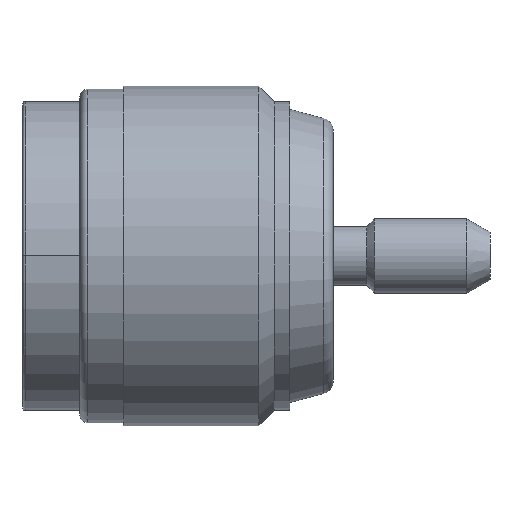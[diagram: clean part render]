
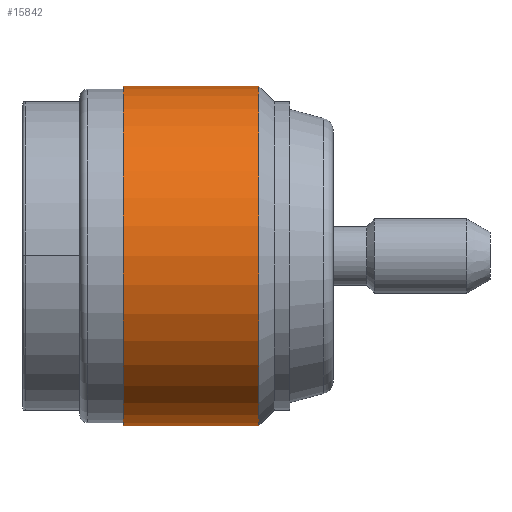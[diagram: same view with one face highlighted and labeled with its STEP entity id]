
A CAD part, top view. The second image highlights one B-rep face of the part: STEP entity #15842.
In plain terms, the highlighted cylindrical face has radius 11 mm (diameter 22 mm), a partial arc.
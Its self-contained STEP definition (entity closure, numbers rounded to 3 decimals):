
#1340=CARTESIAN_POINT('',(-6.1,-3.2,0.));
#1341=DIRECTION('',(1.,0.,0.));
#1342=DIRECTION('',(0.,1.,0.));
#1343=AXIS2_PLACEMENT_3D('',#1340,#1341,#1342);
#1345=DIRECTION('',(-1.,0.,0.));
#1346=VECTOR('',#1345,8.8);
#1347=CARTESIAN_POINT('',(2.7,7.8,0.));
#1348=LINE('',#1347,#1346);
#1349=DIRECTION('',(-1.,0.,0.));
#1350=VECTOR('',#1349,8.8);
#1351=CARTESIAN_POINT('',(2.7,-14.2,0.));
#1352=LINE('',#1351,#1350);
#1353=CARTESIAN_POINT('',(2.7,-3.2,0.));
#1354=DIRECTION('',(1.,0.,0.));
#1355=DIRECTION('',(0.,1.,0.));
#1356=AXIS2_PLACEMENT_3D('',#1353,#1354,#1355);
#11897=CARTESIAN_POINT('',(-6.1,7.8,0.));
#11898=CARTESIAN_POINT('',(-6.1,-14.2,0.));
#11899=VERTEX_POINT('',#11897);
#11900=VERTEX_POINT('',#11898);
#12057=CARTESIAN_POINT('',(2.7,7.8,0.));
#12058=CARTESIAN_POINT('',(2.7,-14.2,0.));
#12059=VERTEX_POINT('',#12057);
#12060=VERTEX_POINT('',#12058);
#15830=CARTESIAN_POINT('',(4.33,-3.2,0.));
#15831=DIRECTION('',(-1.,0.,0.));
#15832=DIRECTION('',(0.,1.,0.));
#15833=AXIS2_PLACEMENT_3D('',#15830,#15831,#15832);
#15834=CYLINDRICAL_SURFACE('',#15833,11.);
#15835=ORIENTED_EDGE('',*,*,#15820,.F.);
#15837=ORIENTED_EDGE('',*,*,#15836,.T.);
#15838=ORIENTED_EDGE('',*,*,#15823,.T.);
#15839=ORIENTED_EDGE('',*,*,#15806,.F.);
#15840=EDGE_LOOP('',(#15835,#15837,#15838,#15839));
#15841=FACE_OUTER_BOUND('',#15840,.F.);
#15842=ADVANCED_FACE('',(#15841),#15834,.T.);
#1344=CIRCLE('',#1343,11.);
#1357=CIRCLE('',#1356,11.);
#15806=EDGE_CURVE('',#11899,#11900,#1344,.T.);
#15820=EDGE_CURVE('',#12059,#11899,#1348,.T.);
#15823=EDGE_CURVE('',#12060,#11900,#1352,.T.);
#15836=EDGE_CURVE('',#12059,#12060,#1357,.T.);
